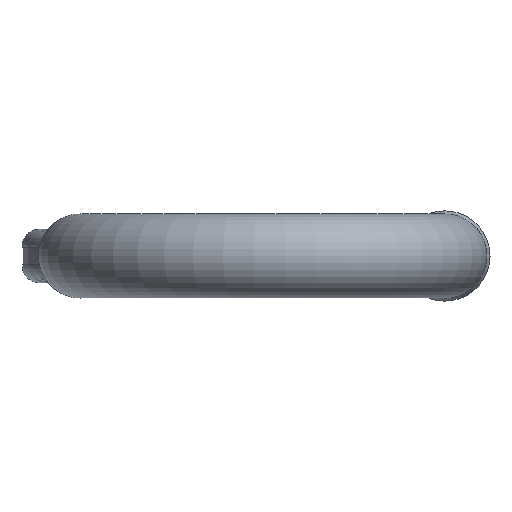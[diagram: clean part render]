
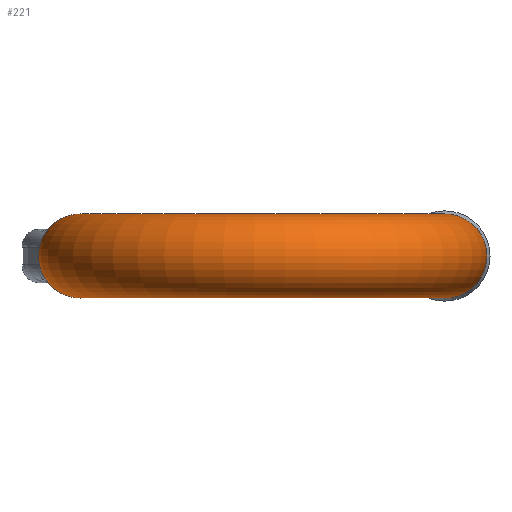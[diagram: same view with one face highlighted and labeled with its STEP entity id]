
A CAD part, front view. The second image highlights one B-rep face of the part: STEP entity #221.
In plain terms, the highlighted toroidal (fillet/blend) face has major radius 71.5 mm and minor radius 16.5 mm.
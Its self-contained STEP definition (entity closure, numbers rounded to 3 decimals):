
#72=TOROIDAL_SURFACE('',#2346,71.5,16.5);
#221=ADVANCED_FACE('',(#452,#453),#72,.T.);
#422=CIRCLE('',#2341,16.5);
#423=CIRCLE('',#2344,16.5);
#424=CIRCLE('',#2345,16.5);
#452=FACE_BOUND('',#483,.T.);
#453=FACE_BOUND('',#484,.T.);
#483=EDGE_LOOP('',(#885));
#484=EDGE_LOOP('',(#886,#887,#888,#889,#890,#891));
#648=B_SPLINE_CURVE_WITH_KNOTS('',3,(#3464,#3465,#3466,#3467),
 .UNSPECIFIED.,.F.,.F.,(4,4),(0.,1.),.UNSPECIFIED.);
#649=B_SPLINE_CURVE_WITH_KNOTS('',3,(#3469,#3470,#3471,#3472),
 .UNSPECIFIED.,.F.,.F.,(4,4),(0.,1.),.UNSPECIFIED.);
#650=B_SPLINE_CURVE_WITH_KNOTS('',3,(#3476,#3477,#3478,#3479),
 .UNSPECIFIED.,.F.,.F.,(4,4),(0.,1.),.UNSPECIFIED.);
#651=B_SPLINE_CURVE_WITH_KNOTS('',3,(#3481,#3482,#3483,#3484),
 .UNSPECIFIED.,.F.,.F.,(4,4),(0.,1.),.UNSPECIFIED.);
#885=ORIENTED_EDGE('',*,*,#1761,.F.);
#886=ORIENTED_EDGE('',*,*,#1762,.T.);
#887=ORIENTED_EDGE('',*,*,#1763,.T.);
#888=ORIENTED_EDGE('',*,*,#1764,.T.);
#889=ORIENTED_EDGE('',*,*,#1765,.T.);
#890=ORIENTED_EDGE('',*,*,#1766,.T.);
#891=ORIENTED_EDGE('',*,*,#1756,.T.);
#1533=VERTEX_POINT('',#3429);
#1534=VERTEX_POINT('',#3431);
#1537=VERTEX_POINT('',#3463);
#1538=VERTEX_POINT('',#3468);
#1539=VERTEX_POINT('',#3473);
#1540=VERTEX_POINT('',#3475);
#1541=VERTEX_POINT('',#3480);
#1756=EDGE_CURVE('',#1534,#1533,#422,.T.);
#1761=EDGE_CURVE('',#1537,#1537,#423,.T.);
#1762=EDGE_CURVE('',#1533,#1538,#648,.T.);
#1763=EDGE_CURVE('',#1538,#1539,#649,.T.);
#1764=EDGE_CURVE('',#1539,#1540,#424,.T.);
#1765=EDGE_CURVE('',#1540,#1541,#650,.T.);
#1766=EDGE_CURVE('',#1541,#1534,#651,.T.);
#2341=AXIS2_PLACEMENT_3D('',#3430,#2545,#2546);
#2344=AXIS2_PLACEMENT_3D('',#3462,#2551,#2552);
#2345=AXIS2_PLACEMENT_3D('',#3474,#2553,#2554);
#2346=AXIS2_PLACEMENT_3D('',#3485,#2555,#2556);
#2545=DIRECTION('',(0.,-1.,0.));
#2546=DIRECTION('',(0.,0.,1.));
#2551=DIRECTION('',(0.,1.,0.));
#2552=DIRECTION('',(0.,0.,1.));
#2553=DIRECTION('',(0.,-1.,0.));
#2554=DIRECTION('',(0.,0.,1.));
#2555=DIRECTION('',(0.,0.,1.));
#2556=DIRECTION('',(1.,0.,0.));
#3429=CARTESIAN_POINT('',(-68.002,-45.,16.125));
#3430=CARTESIAN_POINT('',(-71.5,-45.,0.));
#3431=CARTESIAN_POINT('',(-68.002,-45.,-16.125));
#3462=CARTESIAN_POINT('',(71.5,-45.,0.));
#3463=CARTESIAN_POINT('',(71.5,-45.,16.5));
#3464=CARTESIAN_POINT('',(-68.002,-45.,16.125));
#3465=CARTESIAN_POINT('',(-69.142,-45.247,16.372));
#3466=CARTESIAN_POINT('',(-70.307,-45.375,16.5));
#3467=CARTESIAN_POINT('',(-71.499,-45.375,16.5));
#3468=CARTESIAN_POINT('',(-71.499,-45.375,16.5));
#3469=CARTESIAN_POINT('',(-71.499,-45.375,16.5));
#3470=CARTESIAN_POINT('',(-72.692,-45.375,16.5));
#3471=CARTESIAN_POINT('',(-73.858,-45.247,16.372));
#3472=CARTESIAN_POINT('',(-74.998,-45.,16.125));
#3473=CARTESIAN_POINT('',(-74.998,-45.,16.125));
#3474=CARTESIAN_POINT('',(-71.5,-45.,0.));
#3475=CARTESIAN_POINT('',(-74.998,-45.,-16.125));
#3476=CARTESIAN_POINT('',(-74.998,-45.,-16.125));
#3477=CARTESIAN_POINT('',(-73.858,-45.247,-16.372));
#3478=CARTESIAN_POINT('',(-72.692,-45.375,-16.5));
#3479=CARTESIAN_POINT('',(-71.499,-45.375,-16.5));
#3480=CARTESIAN_POINT('',(-71.499,-45.375,-16.5));
#3481=CARTESIAN_POINT('',(-71.499,-45.375,-16.5));
#3482=CARTESIAN_POINT('',(-70.307,-45.375,-16.5));
#3483=CARTESIAN_POINT('',(-69.142,-45.247,-16.372));
#3484=CARTESIAN_POINT('',(-68.002,-45.,-16.125));
#3485=CARTESIAN_POINT('',(0.,-45.,0.));
